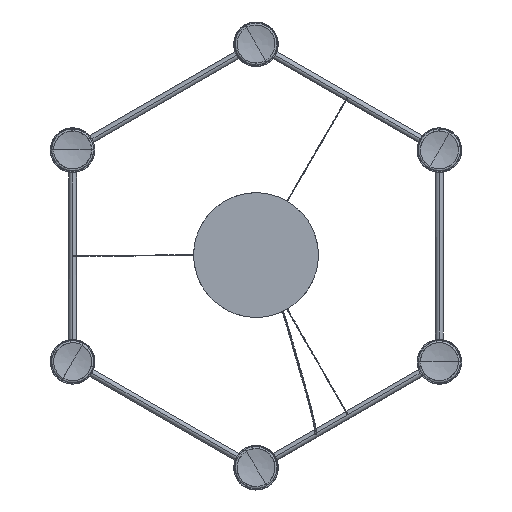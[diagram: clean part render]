
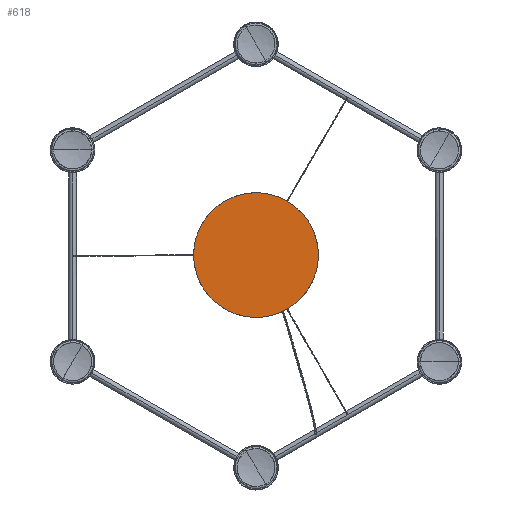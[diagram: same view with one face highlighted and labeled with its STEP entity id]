
A CAD part, top view. The second image highlights one B-rep face of the part: STEP entity #618.
In plain terms, the highlighted planar face has unit normal (0, 0, 1).
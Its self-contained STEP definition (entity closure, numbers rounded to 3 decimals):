
#618=ADVANCED_FACE('',(#956),#4884,.T.);
#956=FACE_OUTER_BOUND('',#1294,.T.);
#1294=EDGE_LOOP('',(#1632,#1633));
#1632=ORIENTED_EDGE('',*,*,#3034,.F.);
#1633=ORIENTED_EDGE('',*,*,#3028,.F.);
#3028=EDGE_CURVE('',#4202,#4205,#3746,.T.);
#3034=EDGE_CURVE('',#4205,#4202,#3752,.T.);
#3746=(
BOUNDED_CURVE()
B_SPLINE_CURVE(2,(#5278,#5279,#5280,#5281,#5282),.UNSPECIFIED.,.F.,.F.)
B_SPLINE_CURVE_WITH_KNOTS((3,2,3),(0.,161.792,323.584),
 .UNSPECIFIED.)
CURVE()
GEOMETRIC_REPRESENTATION_ITEM()
RATIONAL_B_SPLINE_CURVE((1.,0.707,1.,0.707,1.))
REPRESENTATION_ITEM('')
);
#3752=(
BOUNDED_CURVE()
B_SPLINE_CURVE(2,(#5300,#5301,#5302,#5303,#5304),.UNSPECIFIED.,.F.,.F.)
B_SPLINE_CURVE_WITH_KNOTS((3,2,3),(323.584,485.376,647.168),
 .UNSPECIFIED.)
CURVE()
GEOMETRIC_REPRESENTATION_ITEM()
RATIONAL_B_SPLINE_CURVE((1.,0.707,1.,0.707,1.))
REPRESENTATION_ITEM('')
);
#4202=VERTEX_POINT('',#5272);
#4205=VERTEX_POINT('',#5275);
#4884=PLANE('',#4954);
#4954=AXIS2_PLACEMENT_3D('',#5238,#5095,$);
#5095=DIRECTION('',(0.,0.,1.));
#5238=CARTESIAN_POINT('',(-73.798,166.454,881.257));
#5272=CARTESIAN_POINT('',(96.101,-37.063,881.257));
#5275=CARTESIAN_POINT('',(-96.101,37.063,881.257));
#5278=CARTESIAN_POINT('',(96.101,-37.063,881.257));
#5279=CARTESIAN_POINT('',(59.038,-133.163,881.257));
#5280=CARTESIAN_POINT('',(-37.063,-96.101,881.257));
#5281=CARTESIAN_POINT('',(-133.163,-59.038,881.257));
#5282=CARTESIAN_POINT('',(-96.101,37.063,881.257));
#5300=CARTESIAN_POINT('',(-96.101,37.063,881.257));
#5301=CARTESIAN_POINT('',(-59.038,133.163,881.257));
#5302=CARTESIAN_POINT('',(37.063,96.101,881.257));
#5303=CARTESIAN_POINT('',(133.163,59.038,881.257));
#5304=CARTESIAN_POINT('',(96.101,-37.063,881.257));
